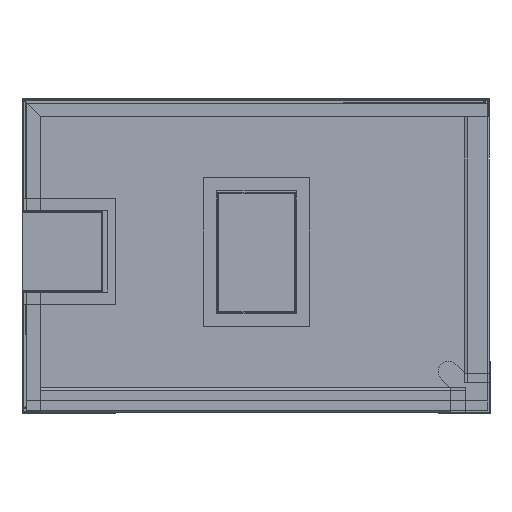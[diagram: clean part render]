
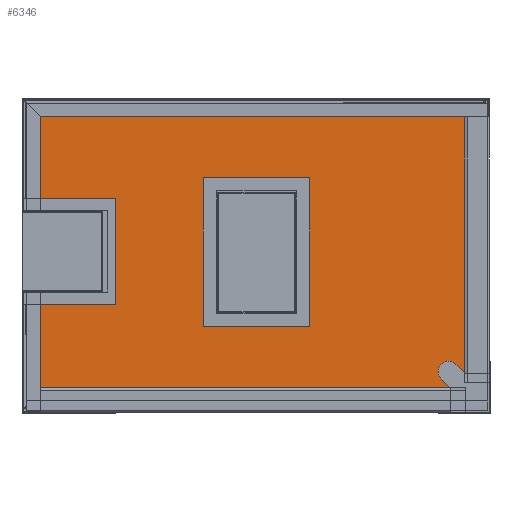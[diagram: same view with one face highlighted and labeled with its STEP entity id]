
A CAD part, left-side view. The second image highlights one B-rep face of the part: STEP entity #6346.
In plain terms, the highlighted face is planar.
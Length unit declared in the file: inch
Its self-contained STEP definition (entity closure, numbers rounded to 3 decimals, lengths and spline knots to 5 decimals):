
#23 = VERTEX_POINT ( 'NONE', #6222 ) ;
#121 = LINE ( 'NONE', #2560, #2158 ) ;
#297 = LINE ( 'NONE', #10123, #1738 ) ;
#349 = LINE ( 'NONE', #5255, #8182 ) ;
#459 = EDGE_CURVE ( 'NONE', #8533, #9644, #9718, .T. ) ;
#536 = VECTOR ( 'NONE', #7042, 39.37008 ) ;
#640 = ORIENTED_EDGE ( 'NONE', *, *, #8715, .T. ) ;
#695 = PLANE ( 'NONE',  #5396 ) ;
#1152 = CARTESIAN_POINT ( 'NONE',  ( 10.84375, 0.23438, 7. ) ) ;
#1199 = VECTOR ( 'NONE', #6940, 39.37008 ) ;
#1331 = LINE ( 'NONE', #6283, #536 ) ;
#1379 = VECTOR ( 'NONE', #7448, 39.37008 ) ;
#1402 = ORIENTED_EDGE ( 'NONE', *, *, #3682, .F. ) ;
#1523 = EDGE_CURVE ( 'NONE', #23, #7840, #1978, .T. ) ;
#1548 = CARTESIAN_POINT ( 'NONE',  ( -10.84375, 0.23438, 7. ) ) ;
#1594 = ORIENTED_EDGE ( 'NONE', *, *, #6685, .F. ) ;
#1625 = ORIENTED_EDGE ( 'NONE', *, *, #3048, .T. ) ;
#1738 = VECTOR ( 'NONE', #3642, 39.37008 ) ;
#1978 = LINE ( 'NONE', #10085, #1199 ) ;
#2012 = LINE ( 'NONE', #5181, #6809 ) ;
#2037 = DIRECTION ( 'NONE',  ( 0., 0., -1. ) ) ;
#2151 = VERTEX_POINT ( 'NONE', #4550 ) ;
#2158 = VECTOR ( 'NONE', #6645, 39.37008 ) ;
#2297 = EDGE_CURVE ( 'NONE', #9103, #9644, #4060, .T. ) ;
#2338 = VECTOR ( 'NONE', #6865, 39.37008 ) ;
#2429 = FACE_OUTER_BOUND ( 'NONE', #3296, .T. ) ;
#2496 = EDGE_CURVE ( 'NONE', #2151, #5761, #9313, .T. ) ;
#2560 = CARTESIAN_POINT ( 'NONE',  ( 1.84375, 0.23438, -2.875 ) ) ;
#2617 = ORIENTED_EDGE ( 'NONE', *, *, #3405, .T. ) ;
#2767 = CARTESIAN_POINT ( 'NONE',  ( -10.84375, 0.23438, -1.9375 ) ) ;
#2777 = LINE ( 'NONE', #3631, #2338 ) ;
#2843 = DIRECTION ( 'NONE',  ( 1., 0., 0. ) ) ;
#3048 = EDGE_CURVE ( 'NONE', #9243, #9728, #1331, .T. ) ;
#3115 = VECTOR ( 'NONE', #8937, 39.37008 ) ;
#3296 = EDGE_LOOP ( 'NONE', ( #9440, #3818, #1594, #1402, #9272, #640, #1625, #2617 ) ) ;
#3356 = FACE_BOUND ( 'NONE', #5649, .T. ) ;
#3405 = EDGE_CURVE ( 'NONE', #9728, #8533, #297, .T. ) ;
#3501 = VECTOR ( 'NONE', #2037, 39.37008 ) ;
#3518 = VERTEX_POINT ( 'NONE', #6377 ) ;
#3631 = CARTESIAN_POINT ( 'NONE',  ( 1.84375, 0.23438, 2.875 ) ) ;
#3642 = DIRECTION ( 'NONE',  ( -1., 0., 0. ) ) ;
#3676 = VERTEX_POINT ( 'NONE', #6811 ) ;
#3682 = EDGE_CURVE ( 'NONE', #3518, #8334, #6097, .T. ) ;
#3818 = ORIENTED_EDGE ( 'NONE', *, *, #2297, .F. ) ;
#3831 = CARTESIAN_POINT ( 'NONE',  ( 10.84375, 0.23438, -7. ) ) ;
#3929 = ORIENTED_EDGE ( 'NONE', *, *, #1523, .F. ) ;
#3947 = CARTESIAN_POINT ( 'NONE',  ( -10.84375, 0.23438, -1.9375 ) ) ;
#3981 = DIRECTION ( 'NONE',  ( 0., 0., -1. ) ) ;
#4060 = LINE ( 'NONE', #3947, #3115 ) ;
#4082 = CARTESIAN_POINT ( 'NONE',  ( -10.84375, 0.23438, -7. ) ) ;
#4468 = CARTESIAN_POINT ( 'NONE',  ( -7.03125, 0.23438, 1.875 ) ) ;
#4550 = CARTESIAN_POINT ( 'NONE',  ( -1.90625, 0.23438, -2.875 ) ) ;
#4948 = CARTESIAN_POINT ( 'NONE',  ( 0., 0.23438, 0. ) ) ;
#5071 = DIRECTION ( 'NONE',  ( 1., 0., 0. ) ) ;
#5181 = CARTESIAN_POINT ( 'NONE',  ( -10.84375, 0.23438, 7. ) ) ;
#5255 = CARTESIAN_POINT ( 'NONE',  ( -10.84375, 0.23438, 7. ) ) ;
#5396 = AXIS2_PLACEMENT_3D ( 'NONE', #4948, #5644, #3981 ) ;
#5644 = DIRECTION ( 'NONE',  ( 0., -1., 0. ) ) ;
#5649 = EDGE_LOOP ( 'NONE', ( #8042, #9177, #8122, #3929 ) ) ;
#5761 = VERTEX_POINT ( 'NONE', #6217 ) ;
#5993 = DIRECTION ( 'NONE',  ( 0., 0., 1. ) ) ;
#6049 = CARTESIAN_POINT ( 'NONE',  ( -7.03125, 0.23438, -1.9375 ) ) ;
#6097 = LINE ( 'NONE', #6916, #6390 ) ;
#6217 = CARTESIAN_POINT ( 'NONE',  ( -1.90625, 0.23438, 2.875 ) ) ;
#6222 = CARTESIAN_POINT ( 'NONE',  ( 1.84375, 0.23438, 2.875 ) ) ;
#6283 = CARTESIAN_POINT ( 'NONE',  ( 10.84375, 0.23438, 7. ) ) ;
#6346 = ADVANCED_FACE ( 'NONE', ( #3356, #2429 ), #695, .F. ) ;
#6377 = CARTESIAN_POINT ( 'NONE',  ( -10.84375, 0.23438, 1.875 ) ) ;
#6390 = VECTOR ( 'NONE', #5071, 39.37008 ) ;
#6645 = DIRECTION ( 'NONE',  ( -1., 0., 0. ) ) ;
#6685 = EDGE_CURVE ( 'NONE', #8334, #9103, #8596, .T. ) ;
#6809 = VECTOR ( 'NONE', #9475, 39.37008 ) ;
#6811 = CARTESIAN_POINT ( 'NONE',  ( -10.84375, 0.23438, 7. ) ) ;
#6865 = DIRECTION ( 'NONE',  ( 1., 0., 0. ) ) ;
#6916 = CARTESIAN_POINT ( 'NONE',  ( -10.84375, 0.23438, 1.875 ) ) ;
#6940 = DIRECTION ( 'NONE',  ( 0., 0., -1. ) ) ;
#7042 = DIRECTION ( 'NONE',  ( 0., 0., -1. ) ) ;
#7448 = DIRECTION ( 'NONE',  ( 0., 0., 1. ) ) ;
#7818 = EDGE_CURVE ( 'NONE', #7840, #2151, #121, .T. ) ;
#7840 = VERTEX_POINT ( 'NONE', #10063 ) ;
#7855 = EDGE_CURVE ( 'NONE', #5761, #23, #2777, .T. ) ;
#7949 = EDGE_CURVE ( 'NONE', #3518, #3676, #2012, .T. ) ;
#8042 = ORIENTED_EDGE ( 'NONE', *, *, #7855, .F. ) ;
#8122 = ORIENTED_EDGE ( 'NONE', *, *, #7818, .F. ) ;
#8182 = VECTOR ( 'NONE', #2843, 39.37008 ) ;
#8334 = VERTEX_POINT ( 'NONE', #10399 ) ;
#8533 = VERTEX_POINT ( 'NONE', #4082 ) ;
#8596 = LINE ( 'NONE', #4468, #3501 ) ;
#8715 = EDGE_CURVE ( 'NONE', #3676, #9243, #349, .T. ) ;
#8937 = DIRECTION ( 'NONE',  ( -1., 0., 0. ) ) ;
#9103 = VERTEX_POINT ( 'NONE', #6049 ) ;
#9151 = CARTESIAN_POINT ( 'NONE',  ( -1.90625, 0.23438, 2.875 ) ) ;
#9176 = VECTOR ( 'NONE', #5993, 39.37008 ) ;
#9177 = ORIENTED_EDGE ( 'NONE', *, *, #2496, .F. ) ;
#9243 = VERTEX_POINT ( 'NONE', #1152 ) ;
#9272 = ORIENTED_EDGE ( 'NONE', *, *, #7949, .T. ) ;
#9313 = LINE ( 'NONE', #9151, #1379 ) ;
#9440 = ORIENTED_EDGE ( 'NONE', *, *, #459, .T. ) ;
#9475 = DIRECTION ( 'NONE',  ( 0., 0., 1. ) ) ;
#9644 = VERTEX_POINT ( 'NONE', #2767 ) ;
#9718 = LINE ( 'NONE', #1548, #9176 ) ;
#9728 = VERTEX_POINT ( 'NONE', #3831 ) ;
#10063 = CARTESIAN_POINT ( 'NONE',  ( 1.84375, 0.23438, -2.875 ) ) ;
#10085 = CARTESIAN_POINT ( 'NONE',  ( 1.84375, 0.23438, 2.875 ) ) ;
#10123 = CARTESIAN_POINT ( 'NONE',  ( -10.84375, 0.23438, -7. ) ) ;
#10399 = CARTESIAN_POINT ( 'NONE',  ( -7.03125, 0.23438, 1.875 ) ) ;
